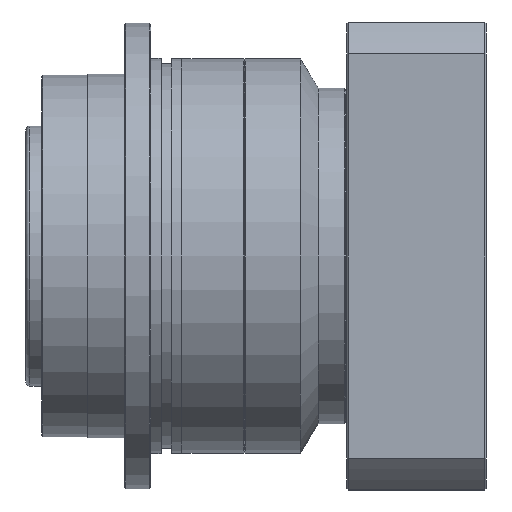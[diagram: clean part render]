
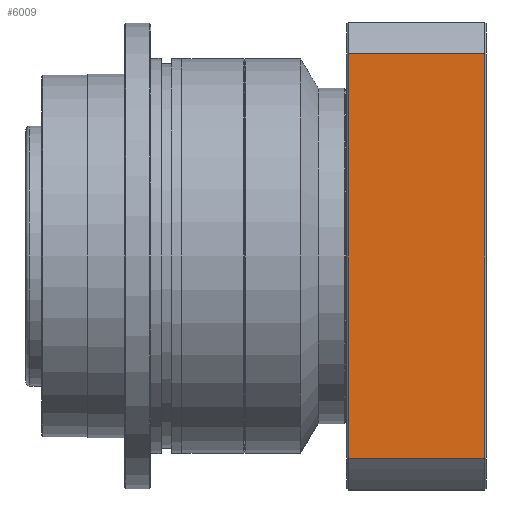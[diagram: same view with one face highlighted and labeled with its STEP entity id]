
A CAD part, front view. The second image highlights one B-rep face of the part: STEP entity #6009.
In plain terms, the highlighted planar face has unit normal (0, -1, 0).
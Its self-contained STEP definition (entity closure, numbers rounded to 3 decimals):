
#94 = DIRECTION ( 'NONE',  ( -1., 0., 0. ) ) ;
#107 = EDGE_CURVE ( 'NONE', #3558, #1202, #743, .T. ) ;
#350 = EDGE_CURVE ( 'NONE', #1566, #4375, #3604, .T. ) ;
#437 = DIRECTION ( 'NONE',  ( 0., 1., 0. ) ) ;
#743 = LINE ( 'NONE', #5563, #3998 ) ;
#1133 = PLANE ( 'NONE',  #6392 ) ;
#1147 = EDGE_LOOP ( 'NONE', ( #3046, #1815, #7536, #7478 ) ) ;
#1202 = VERTEX_POINT ( 'NONE', #1857 ) ;
#1566 = VERTEX_POINT ( 'NONE', #7479 ) ;
#1591 = CARTESIAN_POINT ( 'NONE',  ( -157.567, -49.252, 77.852 ) ) ;
#1815 = ORIENTED_EDGE ( 'NONE', *, *, #107, .T. ) ;
#1856 = VECTOR ( 'NONE', #2695, 1000. ) ;
#1857 = CARTESIAN_POINT ( 'NONE',  ( -157.567, -49.252, -77.852 ) ) ;
#2695 = DIRECTION ( 'NONE',  ( 0., 0., 1. ) ) ;
#2977 = DIRECTION ( 'NONE',  ( 0., 0., -1. ) ) ;
#3046 = ORIENTED_EDGE ( 'NONE', *, *, #4909, .F. ) ;
#3131 = DIRECTION ( 'NONE',  ( 1., 0., 0. ) ) ;
#3558 = VERTEX_POINT ( 'NONE', #1591 ) ;
#3604 = LINE ( 'NONE', #5913, #1856 ) ;
#3998 = VECTOR ( 'NONE', #2977, 1000. ) ;
#4035 = VECTOR ( 'NONE', #94, 1000. ) ;
#4375 = VERTEX_POINT ( 'NONE', #6288 ) ;
#4909 = EDGE_CURVE ( 'NONE', #3558, #4375, #7198, .T. ) ;
#4956 = CARTESIAN_POINT ( 'NONE',  ( -158.067, -49.252, 90. ) ) ;
#5563 = CARTESIAN_POINT ( 'NONE',  ( -157.567, -49.252, -77.852 ) ) ;
#5780 = CARTESIAN_POINT ( 'NONE',  ( -104.567, -49.252, 77.852 ) ) ;
#5913 = CARTESIAN_POINT ( 'NONE',  ( -105.067, -49.252, 90. ) ) ;
#6009 = ADVANCED_FACE ( 'NONE', ( #7416 ), #1133, .F. ) ;
#6156 = VECTOR ( 'NONE', #3131, 1000. ) ;
#6228 = EDGE_CURVE ( 'NONE', #1566, #1202, #7619, .T. ) ;
#6288 = CARTESIAN_POINT ( 'NONE',  ( -105.067, -49.252, 77.852 ) ) ;
#6392 = AXIS2_PLACEMENT_3D ( 'NONE', #4956, #437, #6959 ) ;
#6959 = DIRECTION ( 'NONE',  ( 1., 0., 0. ) ) ;
#7198 = LINE ( 'NONE', #5780, #6156 ) ;
#7301 = CARTESIAN_POINT ( 'NONE',  ( -104.567, -49.252, -77.852 ) ) ;
#7416 = FACE_OUTER_BOUND ( 'NONE', #1147, .T. ) ;
#7478 = ORIENTED_EDGE ( 'NONE', *, *, #350, .T. ) ;
#7479 = CARTESIAN_POINT ( 'NONE',  ( -105.067, -49.252, -77.852 ) ) ;
#7536 = ORIENTED_EDGE ( 'NONE', *, *, #6228, .F. ) ;
#7619 = LINE ( 'NONE', #7301, #4035 ) ;
